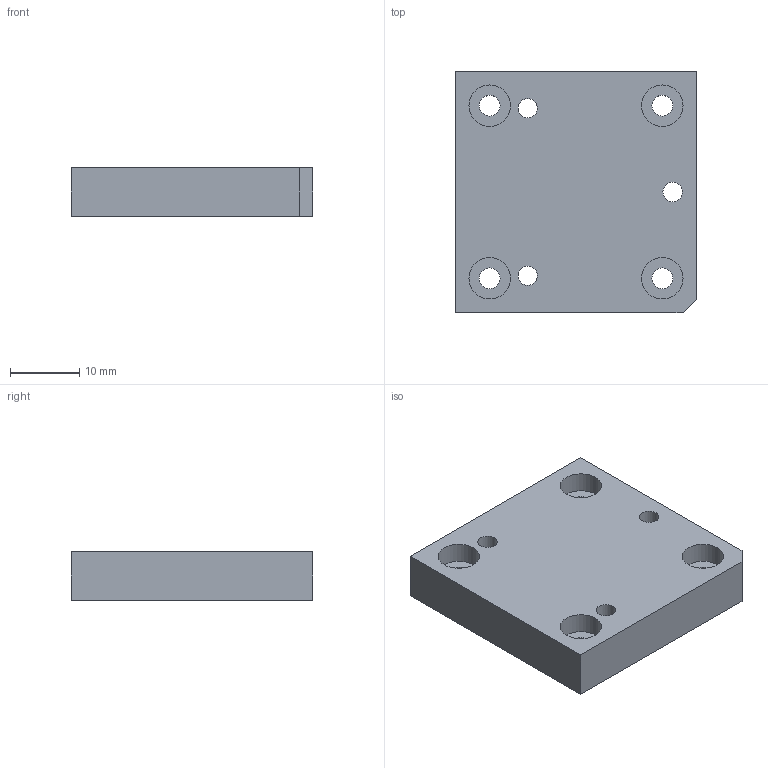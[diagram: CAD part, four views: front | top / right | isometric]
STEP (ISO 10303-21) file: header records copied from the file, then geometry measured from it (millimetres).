
FILE_DESCRIPTION(/* description */ (''),/* implementation_level */ '2;1');
FILE_NAME(/* name */ '30_cellSTORM_UC2_Chip_holder_base.ipt.step',/* time_stamp */ '2022-11-29T08:14:02+01:00',/* author */ ('diederichbenedict'),/* organization */ (''),/* preprocessor_version */ 'ST-DEVELOPER v18.1',/* originating_system */ 'Autodesk Inventor 2022',/* authorisation */ '');
FILE_SCHEMA (('AUTOMOTIVE_DESIGN { 1 0 10303 214 3 1 1 }'));
Length unit declared in the file: millimetre
Products named in the file (1): 30_cellSTORM_UC2_Chip_holder_base
Bounding box: 35 x 35 x 7 mm (x, y, z)
Volume: 7979.3 mm3; surface area: 3886 mm2
Topology: 1 solids, 1 shells, 22 faces, 48 edges, 32 vertices
Faces by surface type: cylinder 11, plane 11
Full cylindrical faces by diameter (mm): 2.8 x3, 3 x4, 6 x4
Entity records: 683 total; most frequent: DIRECTION 116, CARTESIAN_POINT 103, ORIENTED_EDGE 96, EDGE_CURVE 48, AXIS2_PLACEMENT_3D 45, EDGE_LOOP 40, VERTEX_POINT 32, LINE 26
